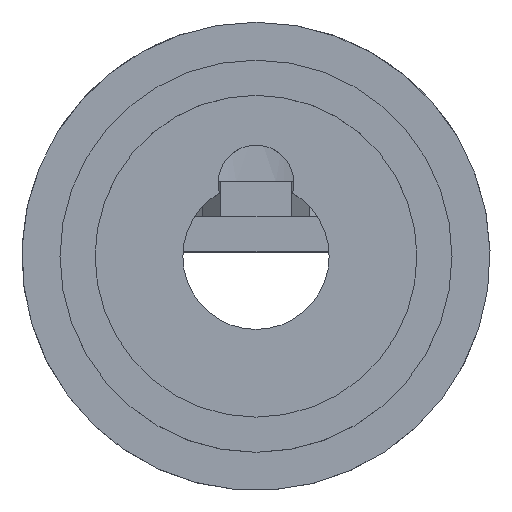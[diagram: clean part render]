
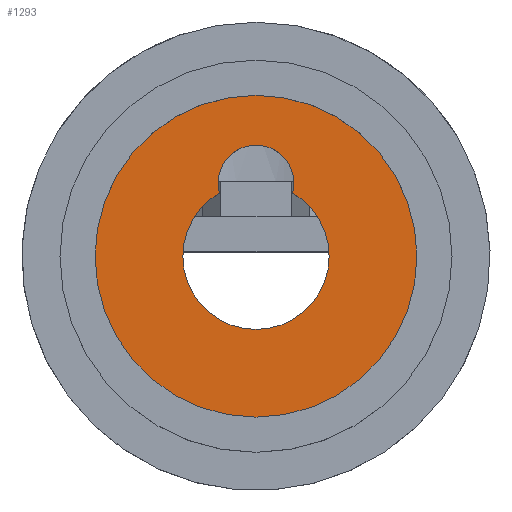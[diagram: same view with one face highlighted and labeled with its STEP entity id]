
A CAD part, top view. The second image highlights one B-rep face of the part: STEP entity #1293.
In plain terms, the highlighted planar face has unit normal (0, 0, 1).
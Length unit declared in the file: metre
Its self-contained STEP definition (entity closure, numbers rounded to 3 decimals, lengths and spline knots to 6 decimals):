
#407=ORIENTED_EDGE('',*,*,#722,.F.);
#408=ORIENTED_EDGE('',*,*,#747,.F.);
#409=ORIENTED_EDGE('',*,*,#735,.T.);
#722=EDGE_CURVE('',#893,#894,#975,.T.);
#735=EDGE_CURVE('',#906,#906,#987,.T.);
#747=EDGE_CURVE('',#894,#893,#993,.T.);
#893=VERTEX_POINT('',#2042);
#894=VERTEX_POINT('',#2044);
#906=VERTEX_POINT('',#2073);
#975=CIRCLE('',#1399,0.00625);
#987=CIRCLE('',#1415,0.01375);
#993=CIRCLE('',#1424,0.00325);
#1048=EDGE_LOOP('',(#407,#408));
#1049=EDGE_LOOP('',(#409));
#1160=FACE_BOUND('',#1048,.T.);
#1161=FACE_BOUND('',#1049,.T.);
#1242=PLANE('',#1423);
#1293=ADVANCED_FACE('',(#1160,#1161),#1242,.T.);
#1399=AXIS2_PLACEMENT_3D('',#2043,#1627,#1628);
#1415=AXIS2_PLACEMENT_3D('',#2072,#1660,#1661);
#1423=AXIS2_PLACEMENT_3D('',#2094,#1682,#1683);
#1424=AXIS2_PLACEMENT_3D('',#2095,#1684,#1685);
#1627=DIRECTION('',(0.,0.,1.));
#1628=DIRECTION('',(0.,-1.,0.));
#1660=DIRECTION('',(0.,0.,1.));
#1661=DIRECTION('',(0.,-1.,0.));
#1682=DIRECTION('',(0.,0.,1.));
#1683=DIRECTION('',(0.,-1.,0.));
#1684=DIRECTION('',(0.,0.,1.));
#1685=DIRECTION('',(0.,-1.,0.));
#2042=CARTESIAN_POINT('',(-0.003138,0.005405,0.0015));
#2043=CARTESIAN_POINT('',(0.,0.,0.0015));
#2044=CARTESIAN_POINT('',(0.003138,0.005405,0.0015));
#2072=CARTESIAN_POINT('',(0.,0.,0.0015));
#2073=CARTESIAN_POINT('',(0.,-0.01375,0.0015));
#2094=CARTESIAN_POINT('',(0.,0.,0.0015));
#2095=CARTESIAN_POINT('',(0.,0.00625,0.0015));
